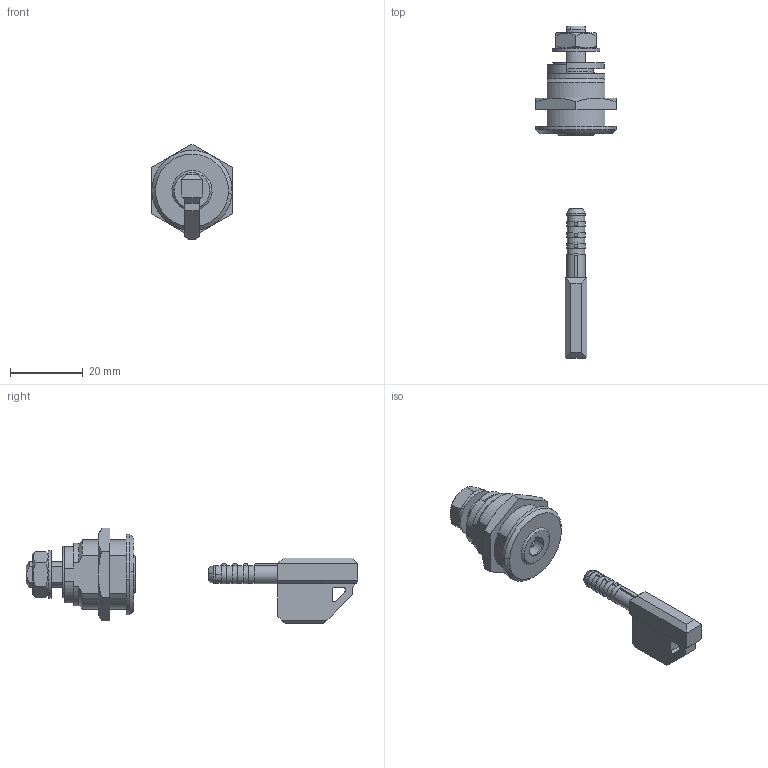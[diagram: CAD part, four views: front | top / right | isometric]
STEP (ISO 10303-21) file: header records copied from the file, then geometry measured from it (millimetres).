
FILE_DESCRIPTION((''),'2;1');
FILE_NAME('','2005-07-15T15:46:20',(''),(''),'','CADfix','');
FILE_SCHEMA(('AUTOMOTIVE_DESIGN'));
Length unit declared in the file: millimetre
Products named in the file (7): washer; nut_B; nut_A; lock; key; cam; TL_245_32500_36
Assembly tree (6 placements, depth 2):
  TL_245_32500_36
    washer
    nut_B
    nut_A
    lock
    key
    cam
Bounding box: 22 x 91 x 26.2 mm (x, y, z)
Volume: 7694 mm3; surface area: 5335.7 mm2
Topology: 6 solids, 6 shells, 169 faces, 494 edges, 343 vertices
Faces by surface type: bspline 169
Entity records: 6599 total; most frequent: CARTESIAN_POINT 3677, ORIENTED_EDGE 984, EDGE_CURVE 492, VERTEX_POINT 343, QUASI_UNIFORM_CURVE 248, EDGE_LOOP 187, FACE_OUTER_BOUND 169, ADVANCED_FACE 169
